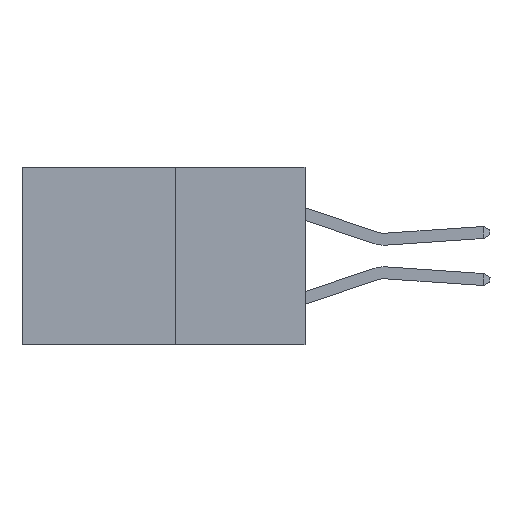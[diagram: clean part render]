
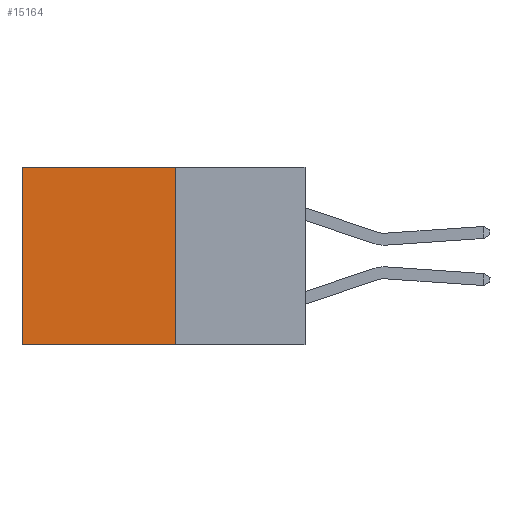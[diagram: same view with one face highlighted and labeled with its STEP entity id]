
A CAD part, left-side view. The second image highlights one B-rep face of the part: STEP entity #15164.
In plain terms, the highlighted planar face has unit normal (-1, 0, 0).
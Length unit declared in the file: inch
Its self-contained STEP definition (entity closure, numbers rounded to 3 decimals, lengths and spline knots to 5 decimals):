
#922 = CARTESIAN_POINT ( 'NONE',  ( 0.277, 0.27, -0.37 ) ) ;
#1796 = DIRECTION ( 'NONE',  ( 0., 0., -1. ) ) ;
#1915 = LINE ( 'NONE', #7913, #14885 ) ;
#1921 = FACE_OUTER_BOUND ( 'NONE', #5376, .T. ) ;
#3355 = VERTEX_POINT ( 'NONE', #922 ) ;
#3422 = VERTEX_POINT ( 'NONE', #5828 ) ;
#5352 = CARTESIAN_POINT ( 'NONE',  ( 0.277, 0.59, -0.37 ) ) ;
#5376 = EDGE_LOOP ( 'NONE', ( #15323, #20477, #13941, #21798 ) ) ;
#5828 = CARTESIAN_POINT ( 'NONE',  ( 0.277, 0.59, 0. ) ) ;
#6202 = DIRECTION ( 'NONE',  ( 0., 1., 0. ) ) ;
#6657 = DIRECTION ( 'NONE',  ( 0., 1., 0. ) ) ;
#6739 = EDGE_CURVE ( 'NONE', #9604, #3355, #1915, .T. ) ;
#6904 = CARTESIAN_POINT ( 'NONE',  ( 0.277, 0.27, -0.37 ) ) ;
#7655 = LINE ( 'NONE', #15426, #16467 ) ;
#7913 = CARTESIAN_POINT ( 'NONE',  ( 0.277, 0.27, -0.37 ) ) ;
#8212 = LINE ( 'NONE', #5352, #12838 ) ;
#8291 = DIRECTION ( 'NONE',  ( 0., 0., -1. ) ) ;
#8690 = DIRECTION ( 'NONE',  ( 0., 0., -1. ) ) ;
#9604 = VERTEX_POINT ( 'NONE', #16085 ) ;
#10637 = CARTESIAN_POINT ( 'NONE',  ( 0.277, 0.59, -0.37 ) ) ;
#11025 = EDGE_CURVE ( 'NONE', #3422, #20836, #8212, .T. ) ;
#12001 = EDGE_CURVE ( 'NONE', #9604, #3422, #20560, .T. ) ;
#12838 = VECTOR ( 'NONE', #1796, 39.37008 ) ;
#13590 = AXIS2_PLACEMENT_3D ( 'NONE', #6904, #19249, #8690 ) ;
#13941 = ORIENTED_EDGE ( 'NONE', *, *, #6739, .F. ) ;
#14885 = VECTOR ( 'NONE', #8291, 39.37008 ) ;
#15164 = ADVANCED_FACE ( 'NONE', ( #1921 ), #15662, .F. ) ;
#15323 = ORIENTED_EDGE ( 'NONE', *, *, #11025, .T. ) ;
#15426 = CARTESIAN_POINT ( 'NONE',  ( 0.277, 0.27, -0.37 ) ) ;
#15662 = PLANE ( 'NONE',  #13590 ) ;
#16085 = CARTESIAN_POINT ( 'NONE',  ( 0.277, 0.27, 0. ) ) ;
#16467 = VECTOR ( 'NONE', #6657, 39.37008 ) ;
#19249 = DIRECTION ( 'NONE',  ( 1., 0., 0. ) ) ;
#19758 = EDGE_CURVE ( 'NONE', #3355, #20836, #7655, .T. ) ;
#20004 = VECTOR ( 'NONE', #6202, 39.37008 ) ;
#20319 = CARTESIAN_POINT ( 'NONE',  ( 0.277, 0.27, 0. ) ) ;
#20477 = ORIENTED_EDGE ( 'NONE', *, *, #19758, .F. ) ;
#20560 = LINE ( 'NONE', #20319, #20004 ) ;
#20836 = VERTEX_POINT ( 'NONE', #10637 ) ;
#21798 = ORIENTED_EDGE ( 'NONE', *, *, #12001, .T. ) ;
